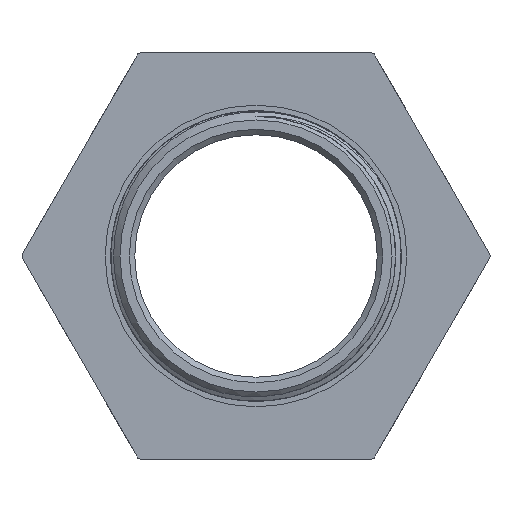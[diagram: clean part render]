
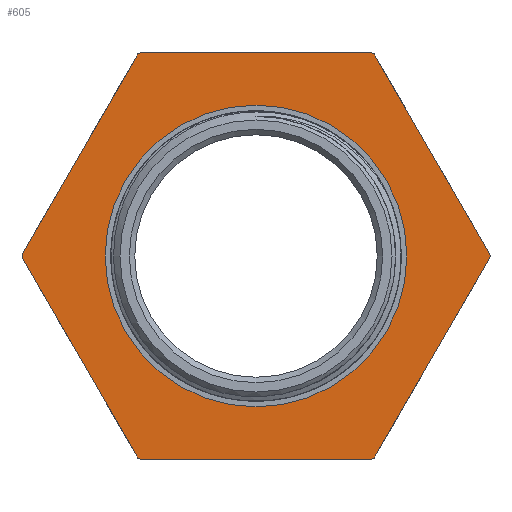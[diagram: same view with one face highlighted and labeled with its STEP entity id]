
A CAD part, left-side view. The second image highlights one B-rep face of the part: STEP entity #605.
In plain terms, the highlighted planar face has unit normal (-1, 0, 0).
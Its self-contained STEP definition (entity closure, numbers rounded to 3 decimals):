
#27=LINE('',#5577,#45);
#31=LINE('',#5602,#49);
#34=LINE('',#5617,#52);
#37=LINE('',#5632,#55);
#40=LINE('',#5647,#58);
#43=LINE('',#5662,#61);
#45=VECTOR('',#733,10.);
#49=VECTOR('',#739,10.);
#52=VECTOR('',#744,10.);
#55=VECTOR('',#749,10.);
#58=VECTOR('',#754,10.);
#61=VECTOR('',#759,10.);
#70=PLANE('',#673);
#96=FACE_BOUND('',#180,.T.);
#135=FACE_OUTER_BOUND('',#179,.T.);
#179=EDGE_LOOP('',(#517,#518,#519,#520,#521,#522,#523,#524,#525,#526,#527,
#528));
#180=EDGE_LOOP('',(#529));
#239=CIRCLE('',#664,32.23);
#240=CIRCLE('',#666,32.23);
#241=CIRCLE('',#668,32.23);
#242=CIRCLE('',#670,32.23);
#243=CIRCLE('',#672,32.23);
#244=CIRCLE('',#674,32.23);
#245=CIRCLE('',#675,20.775);
#273=VERTEX_POINT('',#5575);
#274=VERTEX_POINT('',#5576);
#281=VERTEX_POINT('',#5599);
#282=VERTEX_POINT('',#5601);
#286=VERTEX_POINT('',#5614);
#287=VERTEX_POINT('',#5616);
#291=VERTEX_POINT('',#5629);
#292=VERTEX_POINT('',#5631);
#296=VERTEX_POINT('',#5644);
#297=VERTEX_POINT('',#5646);
#301=VERTEX_POINT('',#5659);
#302=VERTEX_POINT('',#5661);
#303=VERTEX_POINT('',#5691);
#339=EDGE_CURVE('',#273,#274,#27,.T.);
#347=EDGE_CURVE('',#282,#281,#31,.T.);
#352=EDGE_CURVE('',#287,#286,#34,.T.);
#357=EDGE_CURVE('',#292,#291,#37,.T.);
#362=EDGE_CURVE('',#297,#296,#40,.T.);
#367=EDGE_CURVE('',#302,#301,#43,.T.);
#379=EDGE_CURVE('',#302,#291,#239,.T.);
#380=EDGE_CURVE('',#292,#286,#240,.T.);
#381=EDGE_CURVE('',#287,#274,#241,.T.);
#382=EDGE_CURVE('',#297,#281,#242,.T.);
#383=EDGE_CURVE('',#282,#301,#243,.T.);
#384=EDGE_CURVE('',#273,#296,#244,.T.);
#385=EDGE_CURVE('',#303,#303,#245,.T.);
#517=ORIENTED_EDGE('',*,*,#339,.T.);
#518=ORIENTED_EDGE('',*,*,#381,.F.);
#519=ORIENTED_EDGE('',*,*,#352,.T.);
#520=ORIENTED_EDGE('',*,*,#380,.F.);
#521=ORIENTED_EDGE('',*,*,#357,.T.);
#522=ORIENTED_EDGE('',*,*,#379,.F.);
#523=ORIENTED_EDGE('',*,*,#367,.T.);
#524=ORIENTED_EDGE('',*,*,#383,.F.);
#525=ORIENTED_EDGE('',*,*,#347,.T.);
#526=ORIENTED_EDGE('',*,*,#382,.F.);
#527=ORIENTED_EDGE('',*,*,#362,.T.);
#528=ORIENTED_EDGE('',*,*,#384,.F.);
#529=ORIENTED_EDGE('',*,*,#385,.T.);
#605=ADVANCED_FACE('',(#135,#96),#70,.T.);
#664=AXIS2_PLACEMENT_3D('',#5680,#793,#794);
#666=AXIS2_PLACEMENT_3D('',#5682,#797,#798);
#668=AXIS2_PLACEMENT_3D('',#5684,#801,#802);
#670=AXIS2_PLACEMENT_3D('',#5686,#805,#806);
#672=AXIS2_PLACEMENT_3D('',#5688,#809,#810);
#673=AXIS2_PLACEMENT_3D('',#5689,#811,#812);
#674=AXIS2_PLACEMENT_3D('',#5690,#813,#814);
#675=AXIS2_PLACEMENT_3D('',#5692,#815,#816);
#733=DIRECTION('',(0.,0.5,-0.866));
#739=DIRECTION('',(0.,0.5,0.866));
#744=DIRECTION('',(0.,-0.5,-0.866));
#749=DIRECTION('',(0.,-1.,0.));
#754=DIRECTION('',(0.,1.,0.));
#759=DIRECTION('',(0.,-0.5,0.866));
#793=DIRECTION('center_axis',(1.,0.,0.));
#794=DIRECTION('ref_axis',(0.,0.,-1.));
#797=DIRECTION('center_axis',(1.,0.,0.));
#798=DIRECTION('ref_axis',(0.,0.,-1.));
#801=DIRECTION('center_axis',(1.,0.,0.));
#802=DIRECTION('ref_axis',(0.,0.,-1.));
#805=DIRECTION('center_axis',(1.,0.,0.));
#806=DIRECTION('ref_axis',(0.,0.,-1.));
#809=DIRECTION('center_axis',(1.,0.,0.));
#810=DIRECTION('ref_axis',(0.,0.,-1.));
#811=DIRECTION('center_axis',(-1.,0.,0.));
#812=DIRECTION('ref_axis',(0.,0.,1.));
#813=DIRECTION('center_axis',(1.,0.,0.));
#814=DIRECTION('ref_axis',(0.,0.,-1.));
#815=DIRECTION('center_axis',(1.,0.,0.));
#816=DIRECTION('ref_axis',(0.,0.,-1.));
#5575=CARTESIAN_POINT('',(-28.,16.268,27.823));
#5576=CARTESIAN_POINT('',(-28.,32.23,0.177));
#5577=CARTESIAN_POINT('',(-28.,32.268,0.11));
#5599=CARTESIAN_POINT('',(-28.,-16.268,27.823));
#5601=CARTESIAN_POINT('',(-28.,-32.23,0.177));
#5602=CARTESIAN_POINT('',(-28.,-16.23,27.89));
#5614=CARTESIAN_POINT('',(-28.,16.268,-27.823));
#5616=CARTESIAN_POINT('',(-28.,32.23,-0.177));
#5617=CARTESIAN_POINT('',(-28.,24.287,-13.934));
#5629=CARTESIAN_POINT('',(-28.,-15.962,-28.));
#5631=CARTESIAN_POINT('',(-28.,15.962,-28.));
#5632=CARTESIAN_POINT('',(-28.,8.134,-28.));
#5644=CARTESIAN_POINT('',(-28.,15.962,28.));
#5646=CARTESIAN_POINT('',(-28.,-15.962,28.));
#5647=CARTESIAN_POINT('',(-28.,24.096,28.));
#5659=CARTESIAN_POINT('',(-28.,-32.23,-0.177));
#5661=CARTESIAN_POINT('',(-28.,-16.268,-27.823));
#5662=CARTESIAN_POINT('',(-28.,-24.21,-14.066));
#5680=CARTESIAN_POINT('Origin',(-28.,0.,0.));
#5682=CARTESIAN_POINT('Origin',(-28.,0.,0.));
#5684=CARTESIAN_POINT('Origin',(-28.,0.,0.));
#5686=CARTESIAN_POINT('Origin',(-28.,0.,0.));
#5688=CARTESIAN_POINT('Origin',(-28.,0.,0.));
#5689=CARTESIAN_POINT('Origin',(-28.,32.23,0.));
#5690=CARTESIAN_POINT('Origin',(-28.,0.,0.));
#5691=CARTESIAN_POINT('',(-28.,20.775,0.));
#5692=CARTESIAN_POINT('Origin',(-28.,0.,0.));
